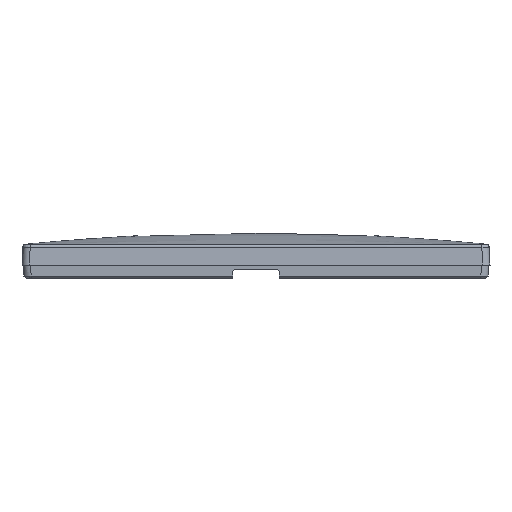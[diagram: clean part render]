
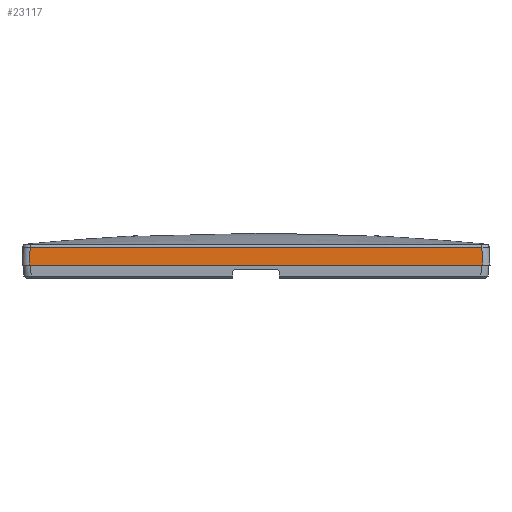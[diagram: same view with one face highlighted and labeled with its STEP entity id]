
A CAD part, left-side view. The second image highlights one B-rep face of the part: STEP entity #23117.
In plain terms, the highlighted planar face has unit normal (-0.999, 0, 0.052).
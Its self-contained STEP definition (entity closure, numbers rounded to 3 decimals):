
#23105=AXIS2_PLACEMENT_3D('Plane Axis2P3D',#23102,#23103,#23104) ;
#18042=CARTESIAN_POINT('Vertex',(-104.4,-43.602,2.6)) ;
#18047=CARTESIAN_POINT('Line Origine',(-104.4,0.,2.6)) ;
#18051=CARTESIAN_POINT('Vertex',(-104.4,43.602,2.6)) ;
#21113=CARTESIAN_POINT('Vertex',(-104.22,43.422,6.033)) ;
#21259=CARTESIAN_POINT('Control Point',(-104.22,43.422,6.033)) ;
#21260=CARTESIAN_POINT('Control Point',(-104.22,40.89,6.041)) ;
#21261=CARTESIAN_POINT('Control Point',(-104.219,38.358,6.05)) ;
#21262=CARTESIAN_POINT('Control Point',(-104.219,36.277,6.056)) ;
#21263=CARTESIAN_POINT('Control Point',(-104.218,31.252,6.069)) ;
#21264=CARTESIAN_POINT('Control Point',(-104.218,26.226,6.08)) ;
#21265=CARTESIAN_POINT('Control Point',(-104.217,23.992,6.085)) ;
#21266=CARTESIAN_POINT('Control Point',(-104.217,16.595,6.098)) ;
#21267=CARTESIAN_POINT('Control Point',(-104.216,9.198,6.104)) ;
#21268=CARTESIAN_POINT('Control Point',(-104.216,4.394,6.107)) ;
#21269=CARTESIAN_POINT('Control Point',(-104.216,-2.963,6.107)) ;
#21270=CARTESIAN_POINT('Control Point',(-104.216,-10.32,6.103)) ;
#21271=CARTESIAN_POINT('Control Point',(-104.217,-12.714,6.1)) ;
#21272=CARTESIAN_POINT('Control Point',(-104.217,-17.646,6.095)) ;
#21273=CARTESIAN_POINT('Control Point',(-104.217,-22.578,6.087)) ;
#21274=CARTESIAN_POINT('Control Point',(-104.217,-24.873,6.083)) ;
#21275=CARTESIAN_POINT('Control Point',(-104.218,-28.572,6.075)) ;
#21276=CARTESIAN_POINT('Control Point',(-104.218,-32.272,6.066)) ;
#21277=CARTESIAN_POINT('Control Point',(-104.219,-33.492,6.063)) ;
#21278=CARTESIAN_POINT('Control Point',(-104.219,-35.934,6.056)) ;
#21279=CARTESIAN_POINT('Control Point',(-104.219,-38.376,6.049)) ;
#21280=CARTESIAN_POINT('Control Point',(-104.219,-39.597,6.045)) ;
#21281=CARTESIAN_POINT('Control Point',(-104.22,-41.094,6.041)) ;
#21282=CARTESIAN_POINT('Control Point',(-104.22,-42.592,6.036)) ;
#21283=CARTESIAN_POINT('Control Point',(-104.22,-42.869,6.035)) ;
#21284=CARTESIAN_POINT('Control Point',(-104.22,-43.145,6.034)) ;
#21285=CARTESIAN_POINT('Control Point',(-104.22,-43.422,6.033)) ;
#21286=CARTESIAN_POINT('Vertex',(-104.22,-43.422,6.033)) ;
#23089=CARTESIAN_POINT('Line Origine',(-104.296,43.498,4.589)) ;
#23102=CARTESIAN_POINT('Axis2P3D Location',(-104.4,22.5,2.6)) ;
#23108=CARTESIAN_POINT('Control Point',(-104.4,-43.602,2.6)) ;
#23109=CARTESIAN_POINT('Control Point',(-104.22,-43.422,6.033)) ;
#18048=DIRECTION('Vector Direction',(0.,-1.,0.)) ;
#23090=DIRECTION('Vector Direction',(0.052,-0.052,0.997)) ;
#23103=DIRECTION('Axis2P3D Direction',(-0.999,0.,0.052)) ;
#23104=DIRECTION('Axis2P3D XDirection',(0.,1.,0.)) ;
#18049=VECTOR('Line Direction',#18048,1.) ;
#23091=VECTOR('Line Direction',#23090,1.) ;
#23112=ORIENTED_EDGE('',*,*,#23093,.T.) ;
#23113=ORIENTED_EDGE('',*,*,#18053,.T.) ;
#23114=ORIENTED_EDGE('',*,*,#23110,.T.) ;
#23115=ORIENTED_EDGE('',*,*,#21288,.F.) ;
#23117=ADVANCED_FACE('PartBody',(#23116),#23106,.T.) ;
#21258=B_SPLINE_CURVE_WITH_KNOTS('',5,(#21259,#21260,#21261,#21262,#21263,#21264,#21265,#21266,#21267,#21268,#21269,#21270,#21271,#21272,#21273,#21274,#21275,#21276,#21277,#21278,#21279,#21280,#21281,#21282,#21283,#21284,#21285),.UNSPECIFIED.,.F.,.U.,(6,3,3,3,3,3,3,3,6),(27.393,45.307,62.949,97.64,115.,132.534,141.172,149.81,151.768),.UNSPECIFIED.) ;
#23107=B_SPLINE_CURVE_WITH_KNOTS('',1,(#23108,#23109),.UNSPECIFIED.,.F.,.U.,(2,2),(-1.995,1.448),.UNSPECIFIED.) ;
#18053=EDGE_CURVE('',#18052,#18043,#18050,.T.) ;
#21288=EDGE_CURVE('',#21114,#21287,#21258,.T.) ;
#23093=EDGE_CURVE('',#21114,#18052,#23092,.F.) ;
#23110=EDGE_CURVE('',#18043,#21287,#23107,.T.) ;
#23111=EDGE_LOOP('',(#23112,#23113,#23114,#23115)) ;
#23116=FACE_OUTER_BOUND('',#23111,.T.) ;
#18050=LINE('Line',#18047,#18049) ;
#23092=LINE('Line',#23089,#23091) ;
#23106=PLANE('',#23105) ;
#18043=VERTEX_POINT('',#18042) ;
#18052=VERTEX_POINT('',#18051) ;
#21114=VERTEX_POINT('',#21113) ;
#21287=VERTEX_POINT('',#21286) ;
